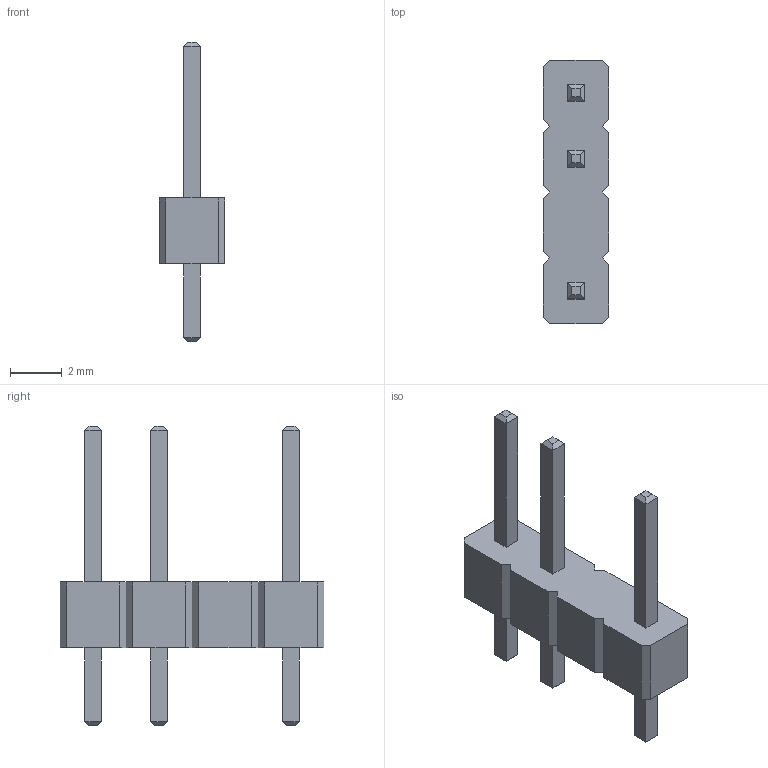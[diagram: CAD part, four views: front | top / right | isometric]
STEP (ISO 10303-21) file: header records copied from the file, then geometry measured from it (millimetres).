
FILE_DESCRIPTION(/* description */ (''),/* implementation_level */ '2;1');
FILE_NAME(/* name */ 'PinHeader_1x04_P2.54mm_Vertical_j9.step',/* time_stamp */ '2022-03-18T12:40:50+01:00',/* author */ (''),/* organization */ (''),/* preprocessor_version */ 'ST-DEVELOPER v18.1',/* originating_system */ 'Autodesk Translation Framework v10.13.0.1454',/* authorisation */ '');
FILE_SCHEMA (('AUTOMOTIVE_DESIGN { 1 0 10303 214 3 1 1 }'));
Length unit declared in the file: millimetre
Products named in the file (1): (Unsaved)
Bounding box: 2.54 x 10.16 x 11.54 mm (x, y, z)
Volume: 75.1 mm3; surface area: 184.2 mm2
Topology: 1 solids, 1 shells, 82 faces, 198 edges, 124 vertices
Faces by surface type: plane 82
Entity records: 2439 total; most frequent: CARTESIAN_POINT 405, ORIENTED_EDGE 396, DIRECTION 364, LINE 198, VECTOR 198, EDGE_CURVE 198, VERTEX_POINT 124, EDGE_LOOP 88
